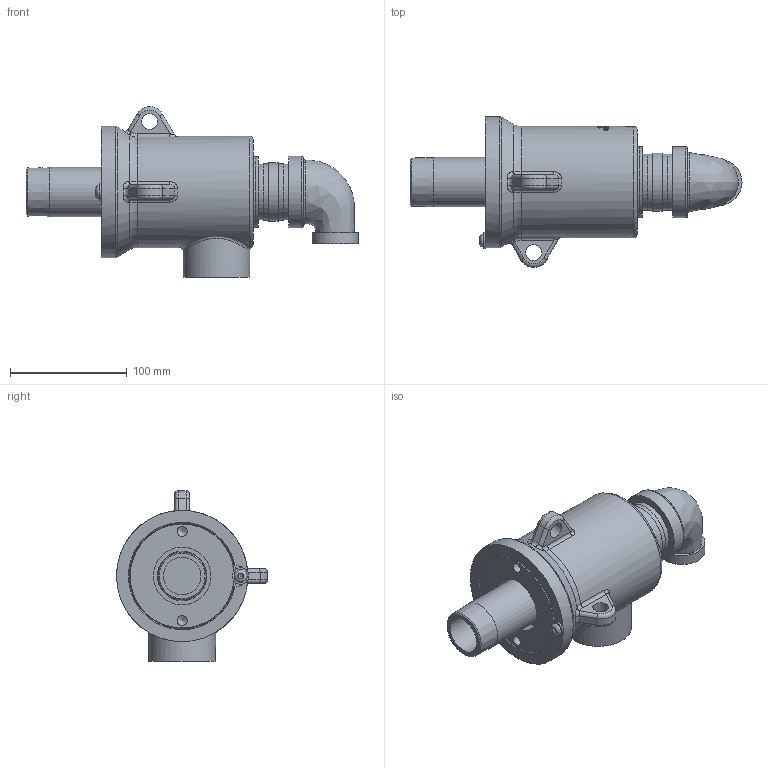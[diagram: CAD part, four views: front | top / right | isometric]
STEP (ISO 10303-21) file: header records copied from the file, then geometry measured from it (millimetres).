
FILE_DESCRIPTION(/* description */ (''),/* implementation_level */ '2;1');
FILE_NAME(/* name */ '9125-001-109400-IC.stp',/* time_stamp */ '2020-05-18T13:46:59-05:00',/* author */ ('Moorera'),/* organization */ (''),/* preprocessor_version */ 'ST-DEVELOPER v18.1',/* originating_system */ 'Autodesk Inventor 2020',/* authorisation */ '');
FILE_SCHEMA (('AUTOMOTIVE_DESIGN { 1 0 10303 214 3 1 1 }'));
Products named in the file (1): 9125-001-109400-IC
Bounding box: 283.94 x 129.15 x 146 mm (x, y, z)
Volume: 1178390.3 mm3; surface area: 117393 mm2
Topology: 1 solids, 2 shells, 522 faces, 1369 edges, 905 vertices
Faces by surface type: bspline 282, plane 131, cylinder 84, cone 14, torus 11
Full cylindrical faces by diameter (mm): 4.978 x1, 6.35 x1, 7.4 x1, 8.7 x2, 11.1 x1, 13.5 x2, 14 x1, 18.237 x1, 23.401 x1, 32 x1, 38.1 x1, 39.32 x1, 40.7 x1, 42.3 x2, 48.1 x2, 49.2 x1, 50 x1, 57.2 x1, 60.3 x1, 60.89 x1, 88.9 x1, 95.3 x1, 112.3 x1
Entity records: 72075 total; most frequent: CARTESIAN_POINT 60083, ORIENTED_EDGE 2730, DIRECTION 1955, EDGE_CURVE 1365, VERTEX_POINT 905, AXIS2_PLACEMENT_3D 728, EDGE_LOOP 588, FACE_OUTER_BOUND 522
